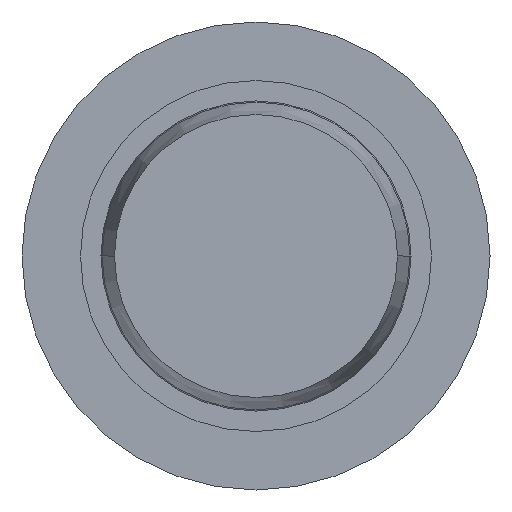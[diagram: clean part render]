
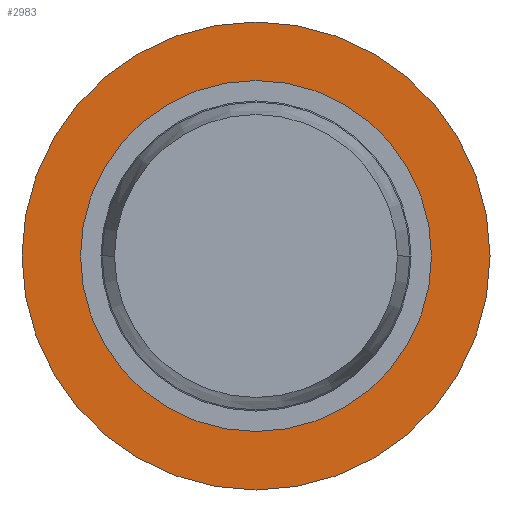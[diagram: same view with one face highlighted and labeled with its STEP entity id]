
A CAD part, front view. The second image highlights one B-rep face of the part: STEP entity #2983.
In plain terms, the highlighted planar face has unit normal (0, -1, 0).
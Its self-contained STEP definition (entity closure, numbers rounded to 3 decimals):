
#35 = CARTESIAN_POINT ( 'NONE',  ( 0., 5.3, -2. ) ) ;
#102 = EDGE_LOOP ( 'NONE', ( #234, #3187 ) ) ;
#234 = ORIENTED_EDGE ( 'NONE', *, *, #1444, .T. ) ;
#250 = CIRCLE ( 'NONE', #269, 0.9 ) ;
#269 = AXIS2_PLACEMENT_3D ( 'NONE', #3310, #3681, #316 ) ;
#275 = CARTESIAN_POINT ( 'NONE',  ( 0., 5.3, -0.9 ) ) ;
#316 = DIRECTION ( 'NONE',  ( 0., 0., 1. ) ) ;
#403 = DIRECTION ( 'NONE',  ( 0., 0., 1. ) ) ;
#417 = CIRCLE ( 'NONE', #2637, 0.9 ) ;
#636 = DIRECTION ( 'NONE',  ( 0., 1., 0. ) ) ;
#638 = ORIENTED_EDGE ( 'NONE', *, *, #1697, .F. ) ;
#655 = DIRECTION ( 'NONE',  ( 0., 1., 0. ) ) ;
#698 = ORIENTED_EDGE ( 'NONE', *, *, #3318, .F. ) ;
#760 = AXIS2_PLACEMENT_3D ( 'NONE', #2869, #1609, #2848 ) ;
#870 = AXIS2_PLACEMENT_3D ( 'NONE', #926, #636, #3046 ) ;
#926 = CARTESIAN_POINT ( 'NONE',  ( 0.9, 5.3, 0. ) ) ;
#964 = VERTEX_POINT ( 'NONE', #275 ) ;
#1434 = DIRECTION ( 'NONE',  ( 0., 1., 0. ) ) ;
#1444 = EDGE_CURVE ( 'Defeature ausgef�hrt1_2+Defeature ausgef�hrt1_1+Defeature ausgef�hrt1_1+Defeature ausgef�hrt1_1', #2754, #964, #417, .T. ) ;
#1507 = EDGE_LOOP ( 'NONE', ( #638, #698 ) ) ;
#1609 = DIRECTION ( 'NONE',  ( 0., 1., 0. ) ) ;
#1615 = FACE_BOUND ( 'NONE', #102, .T. ) ;
#1635 = VERTEX_POINT ( 'NONE', #35 ) ;
#1697 = EDGE_CURVE ( 'Defeature ausgef�hrt1_0+Defeature ausgef�hrt1_2+Defeature ausgef�hrt1_2+Defeature ausgef�hrt1_2', #2939, #1635, #3635, .T. ) ;
#1981 = CIRCLE ( 'NONE', #3519, 2. ) ;
#2311 = CARTESIAN_POINT ( 'NONE',  ( 0., 5.3, 0.9 ) ) ;
#2346 = DIRECTION ( 'NONE',  ( 0., 0., 1. ) ) ;
#2637 = AXIS2_PLACEMENT_3D ( 'NONE', #2985, #1434, #2346 ) ;
#2737 = PLANE ( 'NONE',  #870 ) ;
#2754 = VERTEX_POINT ( 'NONE', #2311 ) ;
#2848 = DIRECTION ( 'NONE',  ( 0., 0., 1. ) ) ;
#2869 = CARTESIAN_POINT ( 'NONE',  ( 0., 5.3, 0. ) ) ;
#2918 = EDGE_CURVE ( 'Defeature ausgef�hrt1_2+Defeature ausgef�hrt1_1+Defeature ausgef�hrt1_1+Defeature ausgef�hrt1_1', #964, #2754, #250, .T. ) ;
#2939 = VERTEX_POINT ( 'NONE', #3060 ) ;
#2983 = ADVANCED_FACE ( 'Defeature ausgef�hrt1_2', ( #3404, #1615 ), #2737, .F. ) ;
#2985 = CARTESIAN_POINT ( 'NONE',  ( 0., 5.3, 0. ) ) ;
#3046 = DIRECTION ( 'NONE',  ( 0., 0., 1. ) ) ;
#3060 = CARTESIAN_POINT ( 'NONE',  ( 0., 5.3, 2. ) ) ;
#3187 = ORIENTED_EDGE ( 'NONE', *, *, #2918, .T. ) ;
#3310 = CARTESIAN_POINT ( 'NONE',  ( 0., 5.3, 0. ) ) ;
#3318 = EDGE_CURVE ( 'Defeature ausgef�hrt1_0+Defeature ausgef�hrt1_2+Defeature ausgef�hrt1_2+Defeature ausgef�hrt1_2', #1635, #2939, #1981, .T. ) ;
#3404 = FACE_OUTER_BOUND ( 'NONE', #1507, .T. ) ;
#3519 = AXIS2_PLACEMENT_3D ( 'NONE', #3737, #655, #403 ) ;
#3635 = CIRCLE ( 'NONE', #760, 2. ) ;
#3681 = DIRECTION ( 'NONE',  ( 0., 1., 0. ) ) ;
#3737 = CARTESIAN_POINT ( 'NONE',  ( 0., 5.3, 0. ) ) ;
